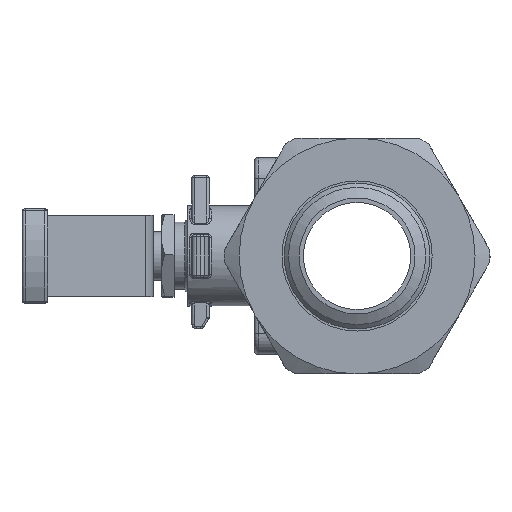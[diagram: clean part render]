
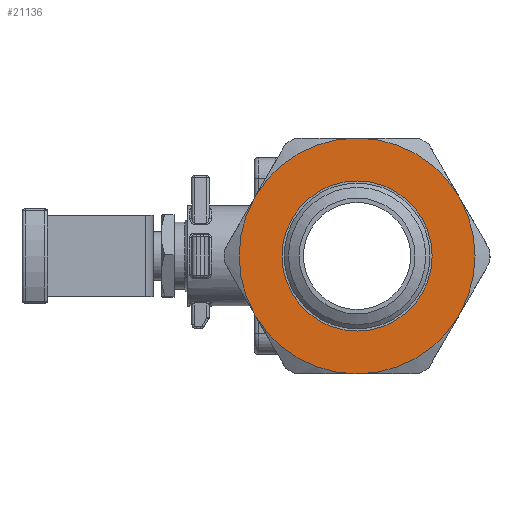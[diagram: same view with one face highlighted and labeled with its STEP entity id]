
A CAD part, left-side view. The second image highlights one B-rep face of the part: STEP entity #21136.
In plain terms, the highlighted planar face has unit normal (-1, 0, 0).
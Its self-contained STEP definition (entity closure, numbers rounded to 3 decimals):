
#20256=CARTESIAN_POINT('',(0.0,-13.75,-23.816));
#20257=VERTEX_POINT('',#20256);
#20340=CARTESIAN_POINT('',(0.0,13.75,-23.816));
#20341=VERTEX_POINT('',#20340);
#20424=CARTESIAN_POINT('',(0.0,27.5,0.));
#20425=VERTEX_POINT('',#20424);
#20508=CARTESIAN_POINT('',(0.0,13.75,23.816));
#20509=VERTEX_POINT('',#20508);
#20592=CARTESIAN_POINT('',(0.0,-13.75,23.816));
#20593=VERTEX_POINT('',#20592);
#20637=CARTESIAN_POINT('',(0.0,-27.5,0.0));
#20638=VERTEX_POINT('',#20637);
#20639=CARTESIAN_POINT('',(0.0,0.0,0.0));
#20640=DIRECTION('',(-1.0,0.0,0.0));
#20641=DIRECTION('',(0.0,-1.0,0.0));
#20642=AXIS2_PLACEMENT_3D('',#20639,#20640,#20641);
#20643=CIRCLE('',#20642,27.5);
#20644=EDGE_CURVE('',#20638,#20593,#20643,.T.);
#20677=CARTESIAN_POINT('',(0.0,0.0,0.0));
#20678=DIRECTION('',(-1.0,0.0,0.0));
#20679=DIRECTION('',(0.0,-1.0,0.0));
#20680=AXIS2_PLACEMENT_3D('',#20677,#20678,#20679);
#20681=CIRCLE('',#20680,27.5);
#20682=EDGE_CURVE('',#20593,#20509,#20681,.T.);
#20701=CARTESIAN_POINT('',(0.0,0.0,0.0));
#20702=DIRECTION('',(-1.0,0.0,0.0));
#20703=DIRECTION('',(0.0,-1.0,0.0));
#20704=AXIS2_PLACEMENT_3D('',#20701,#20702,#20703);
#20705=CIRCLE('',#20704,27.5);
#20706=EDGE_CURVE('',#20509,#20425,#20705,.T.);
#20725=CARTESIAN_POINT('',(0.0,0.0,0.0));
#20726=DIRECTION('',(-1.0,0.0,0.0));
#20727=DIRECTION('',(0.0,-1.0,0.0));
#20728=AXIS2_PLACEMENT_3D('',#20725,#20726,#20727);
#20729=CIRCLE('',#20728,27.5);
#20730=EDGE_CURVE('',#20425,#20341,#20729,.T.);
#20771=CARTESIAN_POINT('',(0.0,0.0,0.0));
#20772=DIRECTION('',(-1.0,0.0,0.0));
#20773=DIRECTION('',(0.0,-1.0,0.0));
#20774=AXIS2_PLACEMENT_3D('',#20771,#20772,#20773);
#20775=CIRCLE('',#20774,27.5);
#20776=EDGE_CURVE('',#20257,#20638,#20775,.T.);
#21021=CARTESIAN_POINT('',(0.0,0.0,0.0));
#21022=DIRECTION('',(-1.0,0.0,0.0));
#21023=DIRECTION('',(0.0,-1.0,0.0));
#21024=AXIS2_PLACEMENT_3D('',#21021,#21022,#21023);
#21025=CIRCLE('',#21024,27.5);
#21026=EDGE_CURVE('',#20341,#20257,#21025,.T.);
#21112=CARTESIAN_POINT('',(0.,-22.5,0.0));
#21113=DIRECTION('',(-1.0,0.0,0.0));
#21114=DIRECTION('',(0.0,0.0,1.0));
#21115=AXIS2_PLACEMENT_3D('',#21112,#21113,#21114);
#21116=PLANE('',#21115);
#21117=ORIENTED_EDGE('',*,*,#20644,.T.);
#21118=ORIENTED_EDGE('',*,*,#20682,.T.);
#21119=ORIENTED_EDGE('',*,*,#20706,.T.);
#21120=ORIENTED_EDGE('',*,*,#20730,.T.);
#21121=ORIENTED_EDGE('',*,*,#21026,.T.);
#21122=ORIENTED_EDGE('',*,*,#20776,.T.);
#21123=EDGE_LOOP('',(#21117,#21118,#21119,#21120,#21121,#21122));
#21124=FACE_OUTER_BOUND('',#21123,.T.);
#21125=CARTESIAN_POINT('',(0.,-17.5,0.0));
#21126=VERTEX_POINT('',#21125);
#21127=CARTESIAN_POINT('',(0.0,0.0,0.0));
#21128=DIRECTION('',(-1.0,0.0,0.0));
#21129=DIRECTION('',(0.0,-1.0,0.0));
#21130=AXIS2_PLACEMENT_3D('',#21127,#21128,#21129);
#21131=CIRCLE('',#21130,17.5);
#21132=EDGE_CURVE('',#21126,#21126,#21131,.T.);
#21133=ORIENTED_EDGE('',*,*,#21132,.F.);
#21134=EDGE_LOOP('',(#21133));
#21135=FACE_BOUND('',#21134,.T.);
#21136=ADVANCED_FACE('',(#21124,#21135),#21116,.T.);
